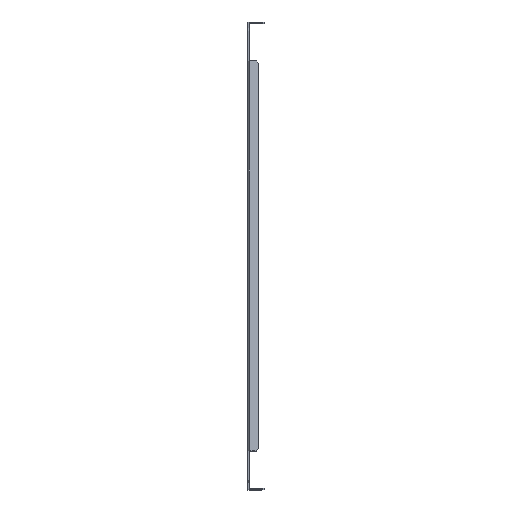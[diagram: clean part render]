
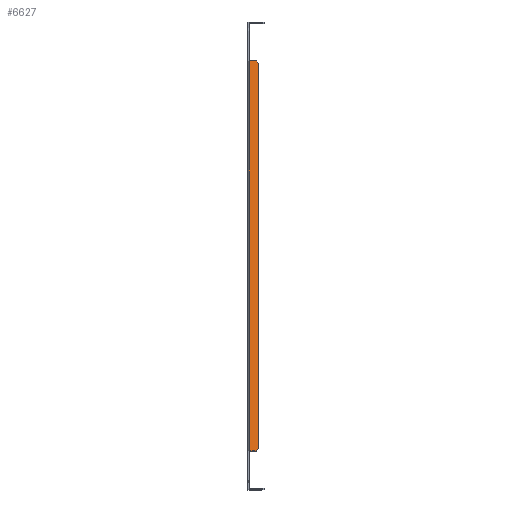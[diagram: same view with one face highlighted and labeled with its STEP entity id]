
A CAD part, top view. The second image highlights one B-rep face of the part: STEP entity #6627.
In plain terms, the highlighted planar face has unit normal (0.5, 0, 0.866).
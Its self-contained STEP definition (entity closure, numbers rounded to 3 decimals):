
#1 = VECTOR ( 'NONE', #140, 1000. ) ;
#140 = DIRECTION ( 'NONE',  ( 0.612, 0.707, -0.354 ) ) ;
#615 = PLANE ( 'NONE',  #1376 ) ;
#781 = EDGE_CURVE ( 'NONE', #16400, #5804, #4254, .T. ) ;
#1188 = DIRECTION ( 'NONE',  ( -0.866, 0., 0.5 ) ) ;
#1222 = VERTEX_POINT ( 'NONE', #10928 ) ;
#1376 = AXIS2_PLACEMENT_3D ( 'NONE', #16972, #8670, #14450 ) ;
#1416 = EDGE_CURVE ( 'NONE', #3182, #6282, #10013, .T. ) ;
#1781 = CARTESIAN_POINT ( 'NONE',  ( 1.268, 0., 199.464 ) ) ;
#1949 = CARTESIAN_POINT ( 'NONE',  ( 4.5, 210.75, 197.598 ) ) ;
#2214 = DIRECTION ( 'NONE',  ( -0.866, 0., 0.5 ) ) ;
#2486 = VERTEX_POINT ( 'NONE', #7109 ) ;
#2784 = ORIENTED_EDGE ( 'NONE', *, *, #781, .F. ) ;
#2905 = CARTESIAN_POINT ( 'NONE',  ( 11.401, 210.75, 193.614 ) ) ;
#3108 = ORIENTED_EDGE ( 'NONE', *, *, #3758, .T. ) ;
#3161 = CARTESIAN_POINT ( 'NONE',  ( 11.401, -210.75, 193.614 ) ) ;
#3182 = VERTEX_POINT ( 'NONE', #4071 ) ;
#3379 = CARTESIAN_POINT ( 'NONE',  ( 8.803, 210.75, 195.114 ) ) ;
#3758 = EDGE_CURVE ( 'NONE', #1222, #5804, #11802, .T. ) ;
#4071 = CARTESIAN_POINT ( 'NONE',  ( 1.268, 210.75, 199.464 ) ) ;
#4254 = LINE ( 'NONE', #2905, #17691 ) ;
#4271 = ORIENTED_EDGE ( 'NONE', *, *, #1416, .T. ) ;
#4884 = FACE_OUTER_BOUND ( 'NONE', #8696, .T. ) ;
#4990 = ORIENTED_EDGE ( 'NONE', *, *, #8983, .F. ) ;
#5047 = CARTESIAN_POINT ( 'NONE',  ( 11.401, -207.75, 193.614 ) ) ;
#5804 = VERTEX_POINT ( 'NONE', #17428 ) ;
#5832 = LINE ( 'NONE', #11368, #1 ) ;
#6223 = VERTEX_POINT ( 'NONE', #16838 ) ;
#6282 = VERTEX_POINT ( 'NONE', #16929 ) ;
#6627 = ADVANCED_FACE ( 'NONE', ( #4884 ), #615, .F. ) ;
#6645 = VECTOR ( 'NONE', #1188, 1000. ) ;
#6671 = EDGE_CURVE ( 'NONE', #1222, #7041, #15523, .T. ) ;
#6699 = LINE ( 'NONE', #16277, #14551 ) ;
#7041 = VERTEX_POINT ( 'NONE', #5047 ) ;
#7109 = CARTESIAN_POINT ( 'NONE',  ( 4.5, -210.75, 197.598 ) ) ;
#7875 = DIRECTION ( 'NONE',  ( -0.866, 0., 0.5 ) ) ;
#8052 = CARTESIAN_POINT ( 'NONE',  ( 4.5, 210.75, 197.598 ) ) ;
#8670 = DIRECTION ( 'NONE',  ( -0.5, 0., -0.866 ) ) ;
#8696 = EDGE_LOOP ( 'NONE', ( #14685, #4271, #4990, #11754, #11877, #11216, #3108, #2784 ) ) ;
#8983 = EDGE_CURVE ( 'NONE', #2486, #6282, #13584, .T. ) ;
#9246 = CARTESIAN_POINT ( 'NONE',  ( 85.562, -210.75, 150.797 ) ) ;
#9513 = EDGE_CURVE ( 'NONE', #6223, #7041, #5832, .T. ) ;
#9950 = DIRECTION ( 'NONE',  ( 0.866, 0., -0.5 ) ) ;
#10013 = LINE ( 'NONE', #1781, #11085 ) ;
#10477 = DIRECTION ( 'NONE',  ( 0., -1., 0. ) ) ;
#10928 = CARTESIAN_POINT ( 'NONE',  ( 11.401, 207.75, 193.614 ) ) ;
#10976 = DIRECTION ( 'NONE',  ( 0., -1., 0. ) ) ;
#11085 = VECTOR ( 'NONE', #10976, 1000. ) ;
#11216 = ORIENTED_EDGE ( 'NONE', *, *, #6671, .F. ) ;
#11368 = CARTESIAN_POINT ( 'NONE',  ( 11.401, -207.75, 193.614 ) ) ;
#11754 = ORIENTED_EDGE ( 'NONE', *, *, #16373, .F. ) ;
#11802 = LINE ( 'NONE', #3379, #15748 ) ;
#11877 = ORIENTED_EDGE ( 'NONE', *, *, #9513, .T. ) ;
#11920 = VECTOR ( 'NONE', #2214, 1000. ) ;
#12932 = VECTOR ( 'NONE', #10477, 1000. ) ;
#13584 = LINE ( 'NONE', #9246, #6645 ) ;
#14450 = DIRECTION ( 'NONE',  ( 0.866, 0., -0.5 ) ) ;
#14551 = VECTOR ( 'NONE', #7875, 1000. ) ;
#14685 = ORIENTED_EDGE ( 'NONE', *, *, #15211, .T. ) ;
#15211 = EDGE_CURVE ( 'NONE', #16400, #3182, #17205, .T. ) ;
#15523 = LINE ( 'NONE', #3161, #12932 ) ;
#15564 = DIRECTION ( 'NONE',  ( -0.612, 0.707, 0.354 ) ) ;
#15748 = VECTOR ( 'NONE', #15564, 1000. ) ;
#16277 = CARTESIAN_POINT ( 'NONE',  ( 2.25, -210.75, 198.897 ) ) ;
#16373 = EDGE_CURVE ( 'NONE', #6223, #2486, #6699, .T. ) ;
#16400 = VERTEX_POINT ( 'NONE', #8052 ) ;
#16838 = CARTESIAN_POINT ( 'NONE',  ( 8.803, -210.75, 195.114 ) ) ;
#16929 = CARTESIAN_POINT ( 'NONE',  ( 1.268, -210.75, 199.464 ) ) ;
#16972 = CARTESIAN_POINT ( 'NONE',  ( 85.562, 0., 150.797 ) ) ;
#17205 = LINE ( 'NONE', #1949, #11920 ) ;
#17428 = CARTESIAN_POINT ( 'NONE',  ( 8.803, 210.75, 195.114 ) ) ;
#17691 = VECTOR ( 'NONE', #9950, 1000. ) ;
